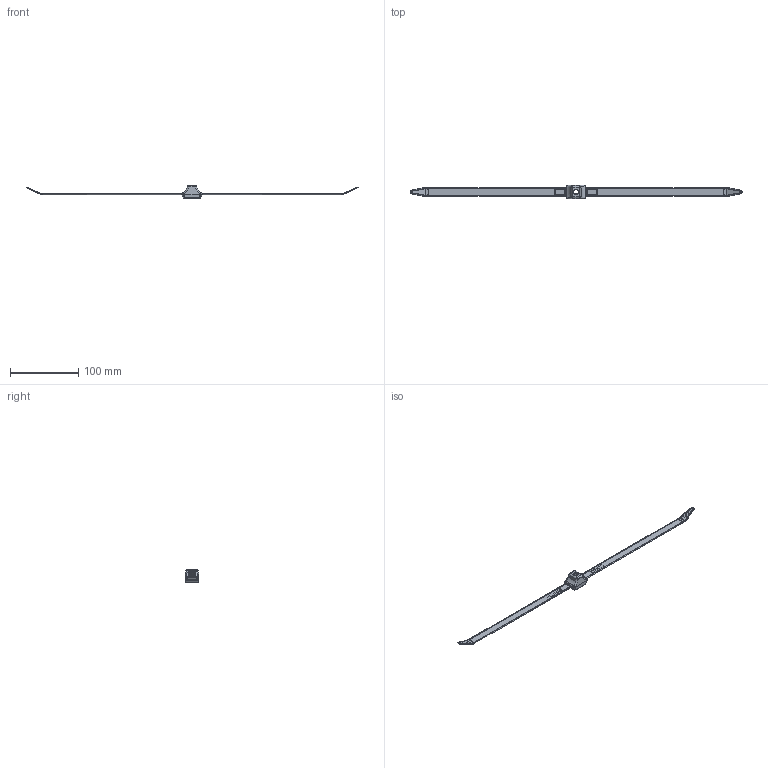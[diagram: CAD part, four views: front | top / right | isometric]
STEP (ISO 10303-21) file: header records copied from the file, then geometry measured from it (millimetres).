
FILE_DESCRIPTION(/* description */ (''),/* implementation_level */ '2;1');
FILE_NAME(/* name */ 'PLDC2_5EH geo.stp',/* time_stamp */ '2023-02-23T13:28:52-06:00',/* author */ (''),/* organization */ (''),/* preprocessor_version */ 'ST-DEVELOPER v16.7',/* originating_system */ 'SIEMENS PLM Software NX 1926',/* authorisation */ '');
FILE_SCHEMA (('AP203_CONFIGURATION_CONTROLLED_3D_DESIGN_OF_MECHANICAL_PARTS_AND_ASSEMBLIES_MIM_LF { 1 0 10303 403 2 1 2}'));
Length unit declared in the file: inch
Products named in the file (1): BWG0368B51Fjjnf
Bounding box: 488.2 x 20.32 x 19.05 mm (x, y, z)
Volume: 11124.1 mm3; surface area: 16949.2 mm2
Topology: 1 solids, 1 shells, 812 faces, 2027 edges, 1266 vertices
Faces by surface type: plane 401, cylinder 240, bspline 136, torus 28, sphere 4, cone 3
Entity records: 27777 total; most frequent: CARTESIAN_POINT 6653, ORIENTED_EDGE 4038, DIRECTION 3890, EDGE_CURVE 2019, AXIS2_PLACEMENT_3D 1322, VERTEX_POINT 1265, LINE 1246, VECTOR 1246
